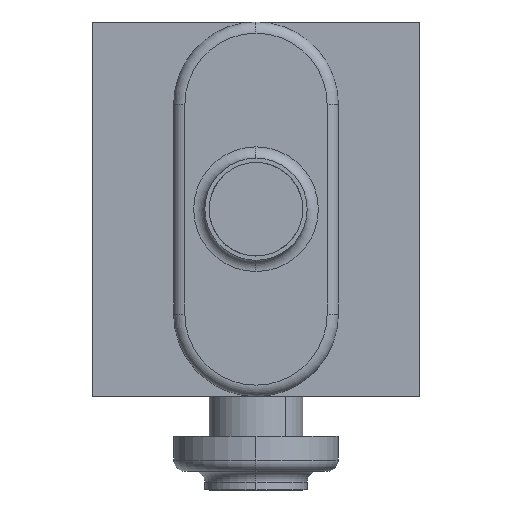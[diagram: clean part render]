
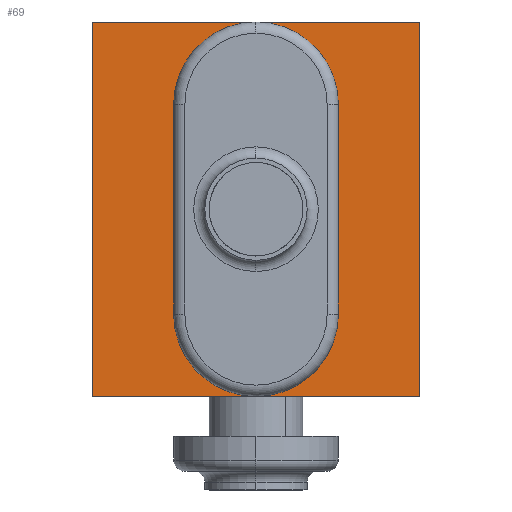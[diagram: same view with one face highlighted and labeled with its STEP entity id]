
A CAD part, front view. The second image highlights one B-rep face of the part: STEP entity #69.
In plain terms, the highlighted planar face has unit normal (0, -1, 0).
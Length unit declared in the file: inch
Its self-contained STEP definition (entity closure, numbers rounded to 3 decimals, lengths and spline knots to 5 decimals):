
#17 = ORIENTED_EDGE ( 'NONE', *, *, #1733, .F. ) ;
#59 = EDGE_LOOP ( 'NONE', ( #17, #1851 ) ) ;
#69 = ADVANCED_FACE ( 'NONE', ( #766, #767 ), #768, .T. ) ;
#83 = ORIENTED_EDGE ( 'NONE', *, *, #523, .T. ) ;
#109 = VERTEX_POINT ( 'NONE', #375 ) ;
#117 = EDGE_CURVE ( 'NONE', #109, #544, #533, .T. ) ;
#137 = ORIENTED_EDGE ( 'NONE', *, *, #117, .F. ) ;
#188 = CARTESIAN_POINT ( 'NONE',  ( 0.4375, 0., 0. ) ) ;
#293 = LINE ( 'NONE', #294, #295 ) ;
#294 = CARTESIAN_POINT ( 'NONE',  ( -0.4375, 0., 1. ) ) ;
#295 = VECTOR ( 'NONE', #296, 39.37008 ) ;
#296 = DIRECTION ( 'NONE',  ( 0., 0., -1. ) ) ;
#306 = VERTEX_POINT ( 'NONE', #188 ) ;
#318 = CARTESIAN_POINT ( 'NONE',  ( 0.4375, 0., 1. ) ) ;
#319 = CARTESIAN_POINT ( 'NONE',  ( -0.4375, 0., 0. ) ) ;
#375 = CARTESIAN_POINT ( 'NONE',  ( -0.4375, 0., 1. ) ) ;
#468 = CIRCLE ( 'NONE', #469, 0.1285 ) ;
#469 = AXIS2_PLACEMENT_3D ( 'NONE', #470, #471, #472 ) ;
#470 = CARTESIAN_POINT ( 'NONE',  ( 0., 0., 0.5 ) ) ;
#471 = DIRECTION ( 'NONE',  ( 0., -1., 0. ) ) ;
#472 = DIRECTION ( 'NONE',  ( 0., 0., -1. ) ) ;
#473 = LINE ( 'NONE', #474, #475 ) ;
#474 = CARTESIAN_POINT ( 'NONE',  ( -0.4375, 0., 0. ) ) ;
#475 = VECTOR ( 'NONE', #476, 39.37008 ) ;
#476 = DIRECTION ( 'NONE',  ( 1., 0., 0. ) ) ;
#523 = EDGE_CURVE ( 'NONE', #109, #546, #293, .T. ) ;
#533 = LINE ( 'NONE', #534, #535 ) ;
#534 = CARTESIAN_POINT ( 'NONE',  ( -0.4375, 0., 1. ) ) ;
#535 = VECTOR ( 'NONE', #536, 39.37008 ) ;
#536 = DIRECTION ( 'NONE',  ( 1., 0., 0. ) ) ;
#544 = VERTEX_POINT ( 'NONE', #318 ) ;
#546 = VERTEX_POINT ( 'NONE', #319 ) ;
#669 = LINE ( 'NONE', #674, #675 ) ;
#674 = CARTESIAN_POINT ( 'NONE',  ( 0.4375, 0., 1. ) ) ;
#675 = VECTOR ( 'NONE', #676, 39.37008 ) ;
#676 = DIRECTION ( 'NONE',  ( 0., 0., -1. ) ) ;
#680 = CIRCLE ( 'NONE', #681, 0.1285 ) ;
#681 = AXIS2_PLACEMENT_3D ( 'NONE', #682, #683, #684 ) ;
#682 = CARTESIAN_POINT ( 'NONE',  ( 0., 0., 0.5 ) ) ;
#683 = DIRECTION ( 'NONE',  ( 0., -1., 0. ) ) ;
#684 = DIRECTION ( 'NONE',  ( 0., 0., -1. ) ) ;
#761 = EDGE_CURVE ( 'NONE', #546, #306, #473, .T. ) ;
#765 = CARTESIAN_POINT ( 'NONE',  ( 0., 0., 0.6285 ) ) ;
#766 = FACE_BOUND ( 'NONE', #59, .T. ) ;
#767 = FACE_OUTER_BOUND ( 'NONE', #1840, .T. ) ;
#768 = PLANE ( 'NONE',  #769 ) ;
#769 = AXIS2_PLACEMENT_3D ( 'NONE', #770, #771, #772 ) ;
#770 = CARTESIAN_POINT ( 'NONE',  ( -0.4375, 0., 1. ) ) ;
#771 = DIRECTION ( 'NONE',  ( 0., -1., 0. ) ) ;
#772 = DIRECTION ( 'NONE',  ( 0., 0., -1. ) ) ;
#894 = CARTESIAN_POINT ( 'NONE',  ( 0., 0., 0.3715 ) ) ;
#1100 = VERTEX_POINT ( 'NONE', #765 ) ;
#1733 = EDGE_CURVE ( 'NONE', #1825, #1100, #680, .T. ) ;
#1799 = EDGE_CURVE ( 'NONE', #544, #306, #669, .T. ) ;
#1811 = ORIENTED_EDGE ( 'NONE', *, *, #1799, .F. ) ;
#1825 = VERTEX_POINT ( 'NONE', #894 ) ;
#1840 = EDGE_LOOP ( 'NONE', ( #1811, #137, #83, #1945 ) ) ;
#1851 = ORIENTED_EDGE ( 'NONE', *, *, #1854, .F. ) ;
#1854 = EDGE_CURVE ( 'NONE', #1100, #1825, #468, .T. ) ;
#1945 = ORIENTED_EDGE ( 'NONE', *, *, #761, .T. ) ;
